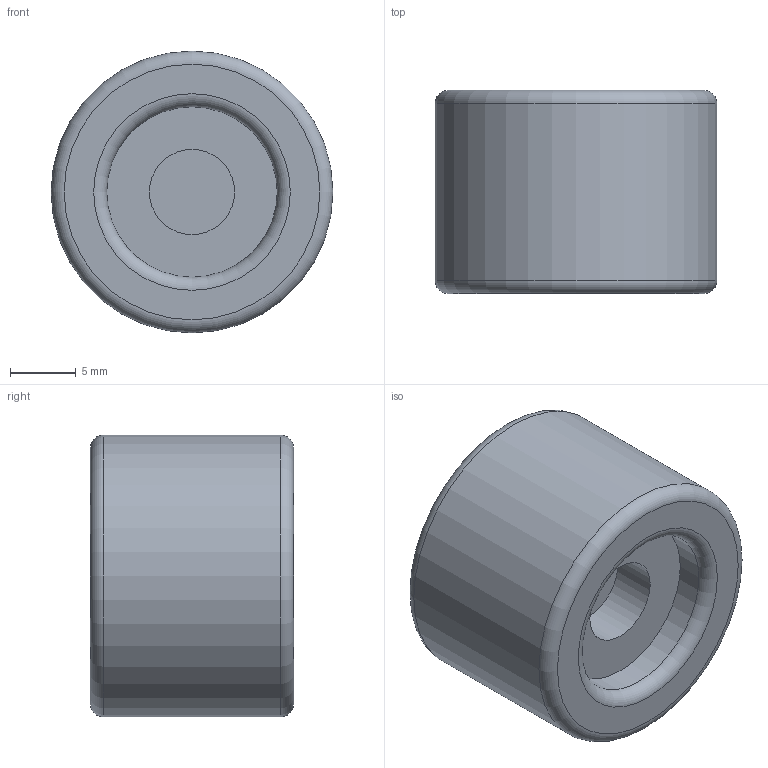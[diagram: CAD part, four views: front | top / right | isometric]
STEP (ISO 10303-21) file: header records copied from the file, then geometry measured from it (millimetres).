
FILE_DESCRIPTION(/* description */ (''),/* implementation_level */ '2;1');
FILE_NAME(/* name */ '0c5cd1a1-311e-4c69-b59e-494a892f0c0c.stp',/* time_stamp */ '2019-05-09T16:12:10+00:00',/* author */ (''),/* organization */ (''),/* preprocessor_version */ 'ST-DEVELOPER v18',/* originating_system */ 'Autodesk Translation Framework v8.2.0.1029',/* authorisation */ '');
FILE_SCHEMA (('AUTOMOTIVE_DESIGN { 1 0 10303 214 3 1 1 }'));
Length unit declared in the file: millimetre
Products named in the file (3): Forcep_only v1; Plunger; Forcep
Assembly tree (2 placements, depth 2):
  Forcep_only v1
    Plunger
    Forcep
Bounding box: 21.5 x 15.5 x 21.5 mm (x, y, z)
Volume: 3972.2 mm3; surface area: 2206.3 mm2
Topology: 1 solids, 1 shells, 17 faces, 39 edges, 27 vertices
Faces by surface type: plane 11, torus 3, cylinder 3
Full cylindrical faces by diameter (mm): 6.5 x1, 13 x1, 21.5 x1
Entity records: 579 total; most frequent: DIRECTION 101, CARTESIAN_POINT 88, ORIENTED_EDGE 78, AXIS2_PLACEMENT_3D 40, EDGE_CURVE 39, VERTEX_POINT 27, LINE 21, VECTOR 21
